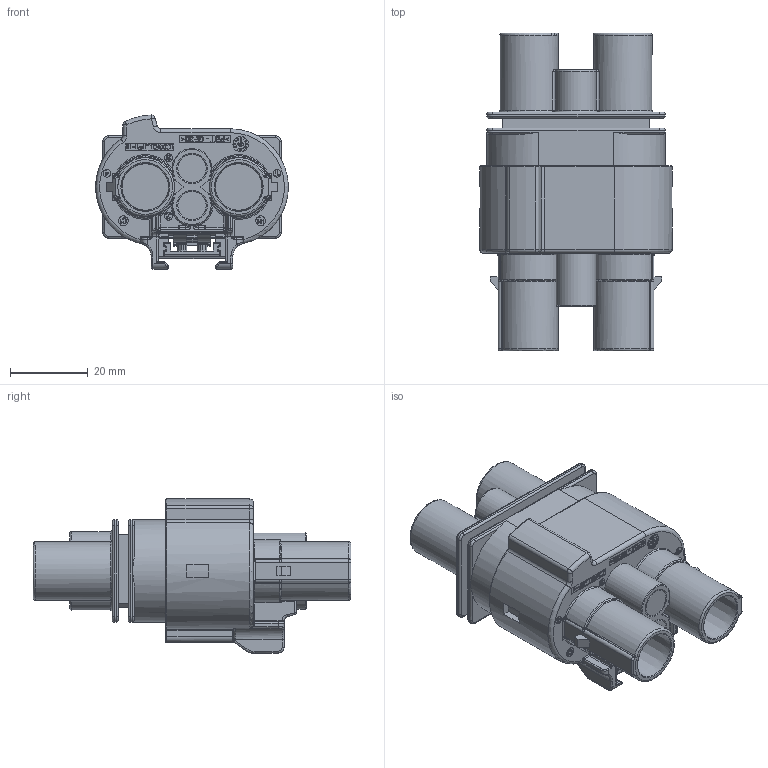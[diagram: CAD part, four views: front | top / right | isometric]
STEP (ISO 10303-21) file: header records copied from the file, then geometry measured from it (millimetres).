
FILE_DESCRIPTION(/* description */ (''),/* implementation_level */ '2;1');
FILE_NAME(/* name */ '35092764-ENV10_01-CONN.stp',/* time_stamp */ '2024-01-04T13:30:39+08:00',/* author */ (''),/* organization */ (''),/* preprocessor_version */ 'ST-DEVELOPER v16',/* originating_system */ 'SIEMENS PLM Software NX 11.0',/* authorisation */ '');
FILE_SCHEMA (('AUTOMOTIVE_DESIGN { 1 0 10303 214 3 1 1 1 }'));
Length unit declared in the file: millimetre
Products named in the file (1): 35092764-ENV10_01-CONN
Bounding box: 49.4 x 81.5 x 39.52 mm (x, y, z)
Volume: 53067.8 mm3; surface area: 43044.6 mm2
Topology: 2 solids, 18 shells, 3503 faces, 9164 edges, 5768 vertices
Faces by surface type: plane 2114, cylinder 757, bspline 258, torus 167, extrusion 117, sphere 56, cone 30, revolution 4
Full cylindrical faces by diameter (mm): 2 x4, 2.5 x4, 4 x1, 4.754 x1, 7.248 x2, 8.5 x2, 12 x2, 15 x2
Entity records: 118929 total; most frequent: CARTESIAN_POINT 35372, ORIENTED_EDGE 18066, DIRECTION 16082, EDGE_CURVE 9033, VECTOR 6374, LINE 6257, VERTEX_POINT 5744, AXIS2_PLACEMENT_3D 4852
